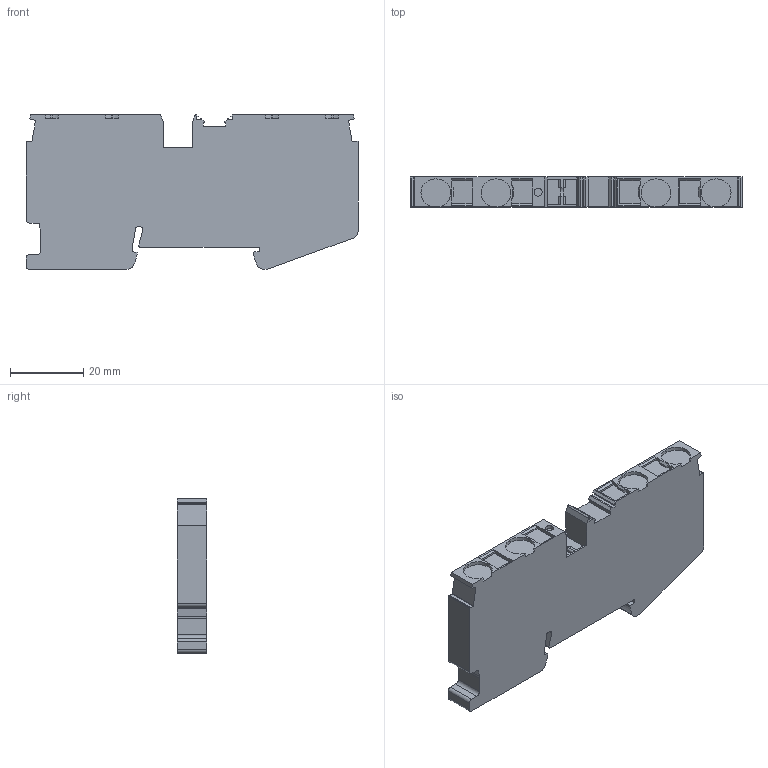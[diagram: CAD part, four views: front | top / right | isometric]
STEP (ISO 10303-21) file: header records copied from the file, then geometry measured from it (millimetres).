
FILE_DESCRIPTION( ( 'STEP AP214' ), '1' );
FILE_NAME( 'DPT6-4.stp', '2022-12-15T09:44:30', ( ' ' ), ( ' ' ), 'XStep 1.0', ' ', ' ' );
FILE_SCHEMA( ( 'CONFIG_CONTROL_DESIGN) ( )' ) );
Length unit declared in the file: metre
Products named in the file (1): DPT6-4
Bounding box: 90.6 x 8.15 x 42.2 mm (x, y, z)
Volume: 26839.4 mm3; surface area: 9470.5 mm2
Topology: 1 solids, 1 shells, 183 faces, 516 edges, 340 vertices
Faces by surface type: plane 141, cylinder 42
Full cylindrical faces by diameter (mm): 2.2 x1
Entity records: 7333 total; most frequent: CARTESIAN_POINT 1039, ORIENTED_EDGE 1030, DIRECTION 967, EDGE_CURVE 515, LINE 431, VECTOR 431, VERTEX_POINT 340, AXIS2_PLACEMENT_3D 268
